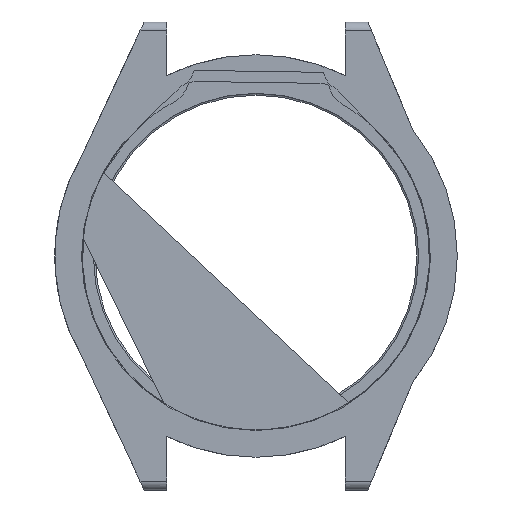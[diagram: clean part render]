
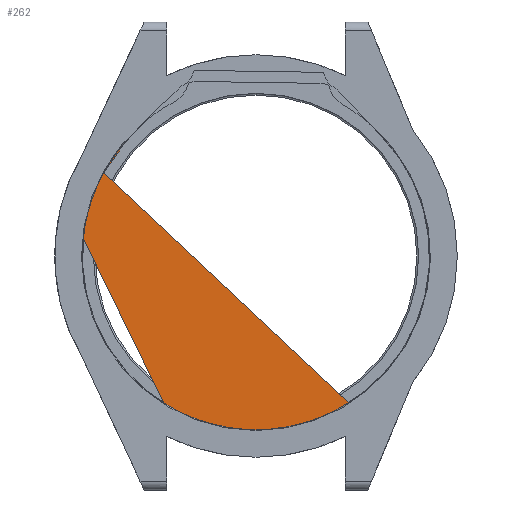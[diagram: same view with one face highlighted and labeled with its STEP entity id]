
A CAD part, front view. The second image highlights one B-rep face of the part: STEP entity #262.
In plain terms, the highlighted planar face has unit normal (0, -1, 0).
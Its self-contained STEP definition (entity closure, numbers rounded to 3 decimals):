
#63 = DIRECTION ( 'NONE',  ( 0., 0., -1. ) ) ;
#98 = LINE ( 'NONE', #1593, #1317 ) ;
#100 = DIRECTION ( 'NONE',  ( 0., -1., 0. ) ) ;
#119 = CARTESIAN_POINT ( 'NONE',  ( 0., 10.15, 0. ) ) ;
#143 = DIRECTION ( 'NONE',  ( 0., -1., 0. ) ) ;
#230 = AXIS2_PLACEMENT_3D ( 'NONE', #2133, #143, #2777 ) ;
#262 = ADVANCED_FACE ( 'NONE', ( #2166 ), #2359, .T. ) ;
#281 = ORIENTED_EDGE ( 'NONE', *, *, #1773, .F. ) ;
#300 = CARTESIAN_POINT ( 'NONE',  ( -13.511, 10.15, 13.929 ) ) ;
#332 = ORIENTED_EDGE ( 'NONE', *, *, #1993, .F. ) ;
#438 = VERTEX_POINT ( 'NONE', #1594 ) ;
#539 = CARTESIAN_POINT ( 'NONE',  ( -13.511, 10.15, 13.929 ) ) ;
#548 = EDGE_CURVE ( 'NONE', #438, #1234, #2103, .T. ) ;
#585 = EDGE_LOOP ( 'NONE', ( #281, #1495, #2171, #1526, #1468, #332 ) ) ;
#719 = CIRCLE ( 'NONE', #1364, 19.405 ) ;
#757 = DIRECTION ( 'NONE',  ( -0.696, 0., 0.718 ) ) ;
#847 = AXIS2_PLACEMENT_3D ( 'NONE', #2419, #2795, #1087 ) ;
#874 = CARTESIAN_POINT ( 'NONE',  ( 0., 10.15, -19.405 ) ) ;
#916 = CARTESIAN_POINT ( 'NONE',  ( 0., 10.15, 0. ) ) ;
#946 = CIRCLE ( 'NONE', #1642, 19.409 ) ;
#951 = DIRECTION ( 'NONE',  ( 0., 0., -1. ) ) ;
#960 = CARTESIAN_POINT ( 'NONE',  ( 13.654, 10.15, 13.794 ) ) ;
#980 = EDGE_CURVE ( 'NONE', #1097, #2375, #1486, .T. ) ;
#1087 = DIRECTION ( 'NONE',  ( 0., 0., -1. ) ) ;
#1097 = VERTEX_POINT ( 'NONE', #874 ) ;
#1234 = VERTEX_POINT ( 'NONE', #960 ) ;
#1317 = VECTOR ( 'NONE', #757, 1000. ) ;
#1341 = DIRECTION ( 'NONE',  ( 0., -1., 0. ) ) ;
#1364 = AXIS2_PLACEMENT_3D ( 'NONE', #1396, #1427, #951 ) ;
#1396 = CARTESIAN_POINT ( 'NONE',  ( 0., 10.15, 0. ) ) ;
#1427 = DIRECTION ( 'NONE',  ( 0., -1., 0. ) ) ;
#1468 = ORIENTED_EDGE ( 'NONE', *, *, #980, .F. ) ;
#1486 = CIRCLE ( 'NONE', #230, 19.405 ) ;
#1495 = ORIENTED_EDGE ( 'NONE', *, *, #1602, .T. ) ;
#1526 = ORIENTED_EDGE ( 'NONE', *, *, #2065, .F. ) ;
#1593 = CARTESIAN_POINT ( 'NONE',  ( 13.929, 10.15, 13.511 ) ) ;
#1594 = CARTESIAN_POINT ( 'NONE',  ( 0., 10.15, -19.409 ) ) ;
#1602 = EDGE_CURVE ( 'NONE', #2240, #438, #946, .T. ) ;
#1642 = AXIS2_PLACEMENT_3D ( 'NONE', #916, #1341, #2265 ) ;
#1645 = VECTOR ( 'NONE', #1907, 1000. ) ;
#1773 = EDGE_CURVE ( 'NONE', #2240, #1987, #2524, .T. ) ;
#1907 = DIRECTION ( 'NONE',  ( -0.718, 0., -0.696 ) ) ;
#1987 = VERTEX_POINT ( 'NONE', #300 ) ;
#1993 = EDGE_CURVE ( 'NONE', #1987, #1097, #719, .T. ) ;
#2065 = EDGE_CURVE ( 'NONE', #2375, #1234, #98, .T. ) ;
#2103 = CIRCLE ( 'NONE', #2844, 19.409 ) ;
#2133 = CARTESIAN_POINT ( 'NONE',  ( 0., 10.15, 0. ) ) ;
#2166 = FACE_OUTER_BOUND ( 'NONE', #585, .T. ) ;
#2171 = ORIENTED_EDGE ( 'NONE', *, *, #548, .T. ) ;
#2229 = CARTESIAN_POINT ( 'NONE',  ( 13.929, 10.15, 13.511 ) ) ;
#2240 = VERTEX_POINT ( 'NONE', #2678 ) ;
#2265 = DIRECTION ( 'NONE',  ( 0., 0., -1. ) ) ;
#2359 = PLANE ( 'NONE',  #847 ) ;
#2375 = VERTEX_POINT ( 'NONE', #2229 ) ;
#2419 = CARTESIAN_POINT ( 'NONE',  ( 0., 10.15, 0. ) ) ;
#2524 = LINE ( 'NONE', #539, #1645 ) ;
#2678 = CARTESIAN_POINT ( 'NONE',  ( -13.228, 10.15, 14.204 ) ) ;
#2777 = DIRECTION ( 'NONE',  ( 0., 0., -1. ) ) ;
#2795 = DIRECTION ( 'NONE',  ( 0., -1., 0. ) ) ;
#2844 = AXIS2_PLACEMENT_3D ( 'NONE', #119, #100, #63 ) ;
